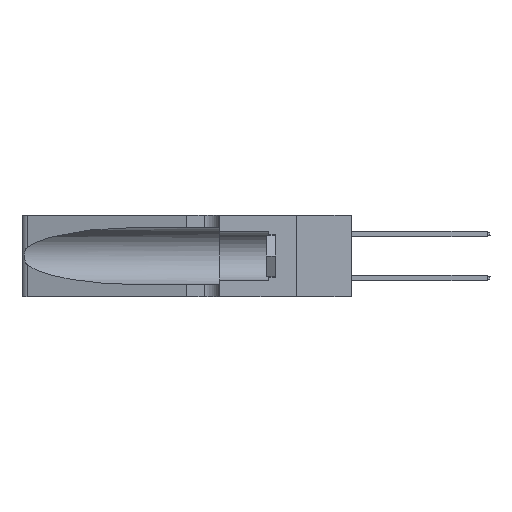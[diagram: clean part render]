
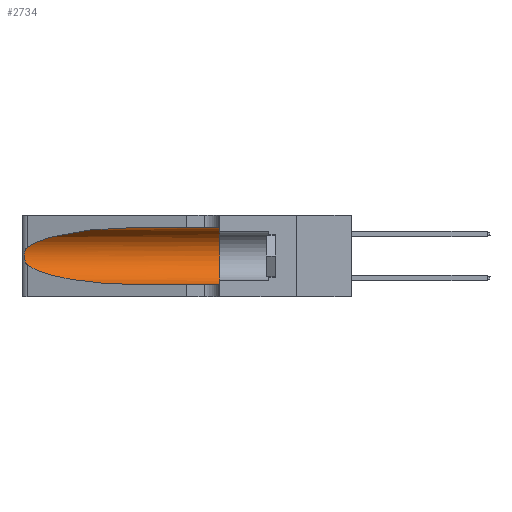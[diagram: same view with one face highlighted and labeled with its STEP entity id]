
A CAD part, left-side view. The second image highlights one B-rep face of the part: STEP entity #2734.
In plain terms, the highlighted cylindrical face has radius 3.308 mm (diameter 6.617 mm), a partial arc.
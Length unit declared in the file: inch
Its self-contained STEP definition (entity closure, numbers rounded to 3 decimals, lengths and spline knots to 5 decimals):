
#648 = LINE ( 'NONE', #8180, #26682 ) ;
#796 = CARTESIAN_POINT ( 'NONE',  ( 0.1305, 0.72297, 0.31525 ) ) ;
#1013 = CARTESIAN_POINT ( 'NONE',  ( 0.25555, 1.22994, 0.2215 ) ) ;
#1118 = CARTESIAN_POINT ( 'NONE',  ( 0.25789, 1.23486, 0.15765 ) ) ;
#1358 = CARTESIAN_POINT ( 'NONE',  ( 0.1305, 0.35, 0.185 ) ) ;
#1440 = VERTEX_POINT ( 'NONE', #796 ) ;
#2734 = ADVANCED_FACE ( 'NONE', ( #23055 ), #15699, .F. ) ;
#2857 = ORIENTED_EDGE ( 'NONE', *, *, #20002, .T. ) ;
#3585 = B_SPLINE_CURVE_WITH_KNOTS ( 'NONE', 3,
 ( #21305, #1013, #23785, #8781, #26252, #11336, #28735, #13889, #31198, #16418, #1118, #18933, #3668, #21415 ),
 .UNSPECIFIED., .F., .F.,
 ( 4, 2, 2, 2, 2, 2, 4 ),
 ( 0., 0.00027, 0.00053, 0.00107, 0.0016, 0.00187, 0.00214 ),
 .UNSPECIFIED. ) ;
#3668 = CARTESIAN_POINT ( 'NONE',  ( 0.25555, 1.22993, 0.14849 ) ) ;
#3918 = DIRECTION ( 'NONE',  ( 0., 0., 1. ) ) ;
#4725 = CARTESIAN_POINT ( 'NONE',  ( 0.1305, 1.61858, 0.05475 ) ) ;
#4882 = CARTESIAN_POINT ( 'NONE',  ( 0.18966, 0.96281, 0.05475 ) ) ;
#5093 = LINE ( 'NONE', #4725, #24423 ) ;
#5773 = DIRECTION ( 'NONE',  ( 0., -1., 0. ) ) ;
#6320 = VERTEX_POINT ( 'NONE', #30757 ) ;
#8180 = CARTESIAN_POINT ( 'NONE',  ( 0.1305, 1.61858, 0.31525 ) ) ;
#8428 = ORIENTED_EDGE ( 'NONE', *, *, #26288, .T. ) ;
#8781 = CARTESIAN_POINT ( 'NONE',  ( 0.25787, 1.23484, 0.2124 ) ) ;
#9229 = EDGE_CURVE ( 'NONE', #1440, #29520, #648, .T. ) ;
#9313 = DIRECTION ( 'NONE',  ( 0., -1., 0. ) ) ;
#10095 = CARTESIAN_POINT ( 'NONE',  ( 0.25487, 1.22718, 0.22369 ) ) ;
#11336 = CARTESIAN_POINT ( 'NONE',  ( 0.26018, 1.23835, 0.19895 ) ) ;
#12492 = DIRECTION ( 'NONE',  ( 0., -1., 0. ) ) ;
#13776 = AXIS2_PLACEMENT_3D ( 'NONE', #18894, #9313, #26777 ) ;
#13889 = CARTESIAN_POINT ( 'NONE',  ( 0.26075, 1.23896, 0.178 ) ) ;
#15699 = CYLINDRICAL_SURFACE ( 'NONE', #13776, 0.13025 ) ;
#16418 = CARTESIAN_POINT ( 'NONE',  ( 0.25856, 1.23593, 0.16098 ) ) ;
#17382 = CARTESIAN_POINT ( 'NONE',  ( 0.1305, 0.35, 0.31525 ) ) ;
#17607 = CARTESIAN_POINT ( 'NONE',  ( 0.25487, 1.22718, 0.14631 ) ) ;
#17615 = CARTESIAN_POINT ( 'NONE',  ( 0.18966, 0.96281, 0.31525 ) ) ;
#17957 = VERTEX_POINT ( 'NONE', #32204 ) ;
#18063 = AXIS2_PLACEMENT_3D ( 'NONE', #1358, #19168, #3918 ) ;
#18188 = ORIENTED_EDGE ( 'NONE', *, *, #18458, .F. ) ;
#18353 = CIRCLE ( 'NONE', #18063, 0.13025 ) ;
#18458 = EDGE_CURVE ( 'NONE', #29520, #17957, #18353, .T. ) ;
#18894 = CARTESIAN_POINT ( 'NONE',  ( 0.1305, 1.61858, 0.185 ) ) ;
#18933 = CARTESIAN_POINT ( 'NONE',  ( 0.25639, 1.23186, 0.15144 ) ) ;
#19168 = DIRECTION ( 'NONE',  ( 0., 1., 0. ) ) ;
#19361 = EDGE_CURVE ( 'NONE', #6320, #23133, #21275, .T. ) ;
#19933 = CARTESIAN_POINT ( 'NONE',  ( 0.25487, 1.22718, 0.22369 ) ) ;
#20002 = EDGE_CURVE ( 'NONE', #23133, #17957, #5093, .T. ) ;
#20078 = CARTESIAN_POINT ( 'NONE',  ( 0.2373, 1.15595, 0.08982 ) ) ;
#20122 = CARTESIAN_POINT ( 'NONE',  ( 0.1305, 0.72297, 0.05475 ) ) ;
#20737 = ORIENTED_EDGE ( 'NONE', *, *, #9229, .F. ) ;
#20972 = ORIENTED_EDGE ( 'NONE', *, *, #19361, .T. ) ;
#21275 =( BOUNDED_CURVE ( )  B_SPLINE_CURVE ( 3, ( #17607, #20078, #4882, #22565 ),
 .UNSPECIFIED., .F., .F. ) 
 B_SPLINE_CURVE_WITH_KNOTS ( ( 4, 4 ),
 ( 3.44316, 4.71239 ),
 .UNSPECIFIED. ) 
 CURVE ( )  GEOMETRIC_REPRESENTATION_ITEM ( )  RATIONAL_B_SPLINE_CURVE ( ( 1., 0.87, 0.87, 1. ) ) 
 REPRESENTATION_ITEM ( '' )  );
#21305 = CARTESIAN_POINT ( 'NONE',  ( 0.25487, 1.22718, 0.22369 ) ) ;
#21415 = CARTESIAN_POINT ( 'NONE',  ( 0.25487, 1.22718, 0.14631 ) ) ;
#22565 = CARTESIAN_POINT ( 'NONE',  ( 0.1305, 0.72297, 0.05475 ) ) ;
#23055 = FACE_OUTER_BOUND ( 'NONE', #31819, .T. ) ;
#23133 = VERTEX_POINT ( 'NONE', #20122 ) ;
#23785 = CARTESIAN_POINT ( 'NONE',  ( 0.25639, 1.23184, 0.21858 ) ) ;
#24423 = VECTOR ( 'NONE', #12492, 39.37008 ) ;
#25070 = CARTESIAN_POINT ( 'NONE',  ( 0.2373, 1.15595, 0.28018 ) ) ;
#25966 = EDGE_CURVE ( 'NONE', #31923, #6320, #3585, .T. ) ;
#26252 = CARTESIAN_POINT ( 'NONE',  ( 0.25854, 1.2359, 0.20912 ) ) ;
#26288 = EDGE_CURVE ( 'NONE', #1440, #31923, #30353, .T. ) ;
#26682 = VECTOR ( 'NONE', #5773, 39.37008 ) ;
#26777 = DIRECTION ( 'NONE',  ( 0., 0., -1. ) ) ;
#27434 = CARTESIAN_POINT ( 'NONE',  ( 0.1305, 0.72297, 0.31525 ) ) ;
#28735 = CARTESIAN_POINT ( 'NONE',  ( 0.26075, 1.23896, 0.19203 ) ) ;
#29465 = ORIENTED_EDGE ( 'NONE', *, *, #25966, .T. ) ;
#29520 = VERTEX_POINT ( 'NONE', #17382 ) ;
#30353 =( BOUNDED_CURVE ( )  B_SPLINE_CURVE ( 3, ( #27434, #17615, #25070, #10095 ),
 .UNSPECIFIED., .F., .F. ) 
 B_SPLINE_CURVE_WITH_KNOTS ( ( 4, 4 ),
 ( 1.5708, 2.84003 ),
 .UNSPECIFIED. ) 
 CURVE ( )  GEOMETRIC_REPRESENTATION_ITEM ( )  RATIONAL_B_SPLINE_CURVE ( ( 1., 0.87, 0.87, 1. ) ) 
 REPRESENTATION_ITEM ( '' )  );
#30757 = CARTESIAN_POINT ( 'NONE',  ( 0.25487, 1.22718, 0.14631 ) ) ;
#31198 = CARTESIAN_POINT ( 'NONE',  ( 0.26017, 1.23833, 0.17102 ) ) ;
#31819 = EDGE_LOOP ( 'NONE', ( #8428, #29465, #20972, #2857, #18188, #20737 ) ) ;
#31923 = VERTEX_POINT ( 'NONE', #19933 ) ;
#32204 = CARTESIAN_POINT ( 'NONE',  ( 0.1305, 0.35, 0.05475 ) ) ;
